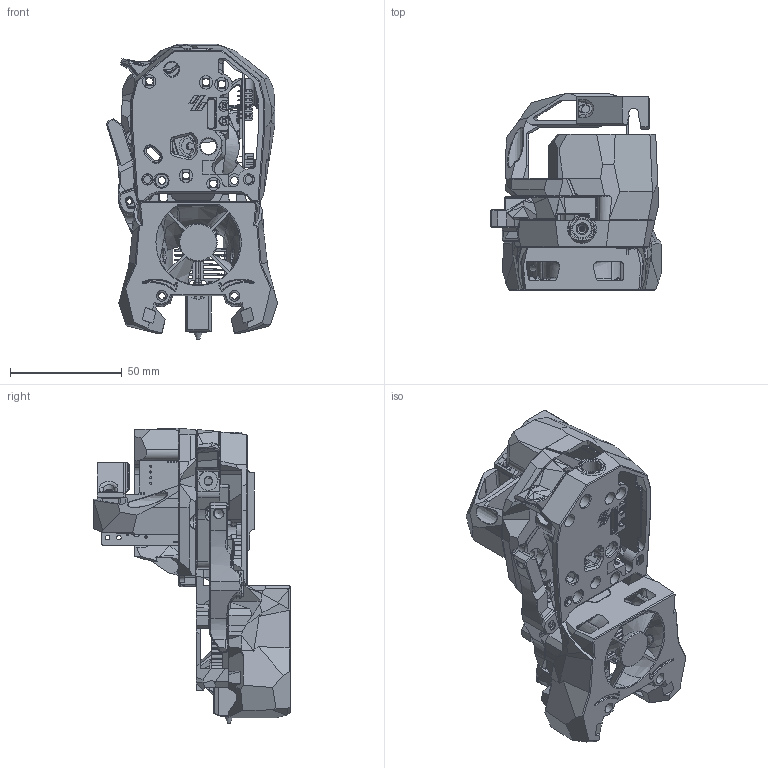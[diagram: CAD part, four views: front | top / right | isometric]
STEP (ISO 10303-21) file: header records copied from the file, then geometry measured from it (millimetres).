
FILE_DESCRIPTION(/* description */ (''),/* implementation_level */ '2;1');
FILE_NAME(/* name */ 'SB_Bambu_cutting_Printhead_SB2209.step',/* time_stamp */ '2023-05-29T11:31:52+02:00',/* author */ (''),/* organization */ (''),/* preprocessor_version */ 'ST-DEVELOPER v19.2',/* originating_system */ 'Autodesk Translation Framework v12.4.0.73',/* authorisation */ '');
FILE_SCHEMA (('AUTOMOTIVE_DESIGN { 1 0 10303 214 3 1 1 }'));
Products named in the file (1): SB_Bambu_cutting_Printhead_v5
Bounding box: 76.56 x 87.85 x 132.24 mm (x, y, z)
Volume: 159701.3 mm3; surface area: 114827.7 mm2
Topology: 15 solids, 24 shells, 8913 faces, 21456 edges, 12561 vertices
Faces by surface type: plane 6433, cylinder 1310, bspline 541, cone 422, torus 161, sphere 46
Full cylindrical faces by diameter (mm): 0.3 x8, 0.35 x14, 0.37 x2, 0.4 x13, 0.5 x18, 0.7 x34, 0.9 x4, 1 x14, 1.1 x2, 1.15 x6, 1.4 x1, 1.5 x1, 1.7 x2, 1.8 x5, 2 x6, 2.3 x1, 2.4 x5, 2.6 x2, 2.8 x3, 3 x2, 3.1 x1, 3.15 x2, 3.16 x2, 3.2 x5, 3.3 x3, 3.4 x25, 3.43 x1, 3.5 x2, 3.6 x2, 4.15 x1
Entity records: 304835 total; most frequent: CARTESIAN_POINT 100339, ORIENTED_EDGE 42764, DIRECTION 40433, EDGE_CURVE 21382, LINE 15895, VECTOR 15895, VERTEX_POINT 12561, AXIS2_PLACEMENT_3D 12269
